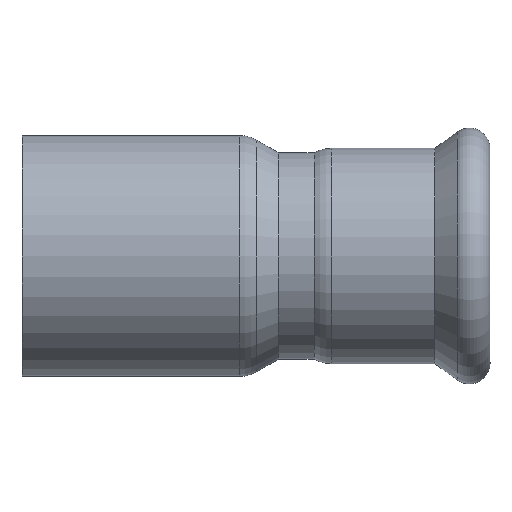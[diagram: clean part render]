
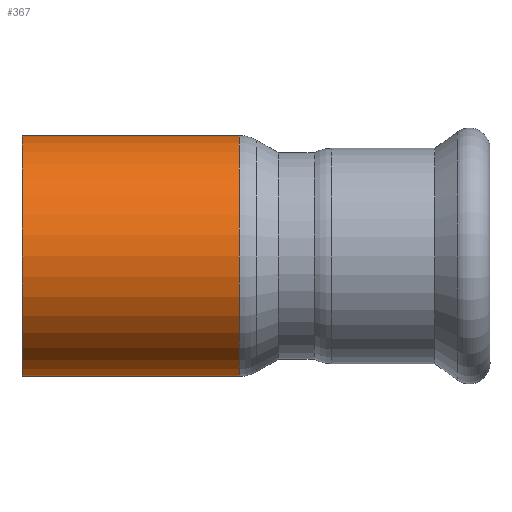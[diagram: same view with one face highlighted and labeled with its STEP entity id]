
A CAD part, front view. The second image highlights one B-rep face of the part: STEP entity #367.
In plain terms, the highlighted cylindrical face has radius 17.5 mm (diameter 35 mm), a full revolution.
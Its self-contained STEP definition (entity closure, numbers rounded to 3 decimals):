
#57=CYLINDRICAL_SURFACE($,#405,17.5);
#67=FACE_BOUND($,#127,.T.);
#97=FACE_OUTER_BOUND($,#126,.T.);
#126=EDGE_LOOP($,(#286));
#127=EDGE_LOOP($,(#287));
#182=CIRCLE($,#403,17.5);
#184=CIRCLE($,#406,17.5);
#212=VERTEX_POINT($,#609);
#214=VERTEX_POINT($,#614);
#246=EDGE_CURVE($,#212,#212,#182,.T.);
#248=EDGE_CURVE($,#214,#214,#184,.T.);
#286=ORIENTED_EDGE($,*,*,#248,.T.);
#287=ORIENTED_EDGE($,*,*,#246,.F.);
#367=ADVANCED_FACE($,(#97,#67),#57,.T.);
#403=AXIS2_PLACEMENT_3D($,#610,#471,#472);
#405=AXIS2_PLACEMENT_3D($,#613,#475,#476);
#406=AXIS2_PLACEMENT_3D($,#615,#477,#478);
#471=DIRECTION('center_axis',(1.,0.,0.));
#472=DIRECTION('ref_axis',(0.,-1.,0.));
#475=DIRECTION('center_axis',(1.,0.,0.));
#476=DIRECTION('ref_axis',(0.,1.,0.));
#477=DIRECTION('center_axis',(1.,0.,0.));
#478=DIRECTION('ref_axis',(0.,1.,0.));
#609=CARTESIAN_POINT('',(-4.92,17.5,0.));
#610=CARTESIAN_POINT('Origin',(-4.92,0.,0.));
#613=CARTESIAN_POINT('Origin',(-4.54,0.,0.));
#614=CARTESIAN_POINT('',(-36.5,17.5,0.));
#615=CARTESIAN_POINT('Origin',(-36.5,0.,0.));
